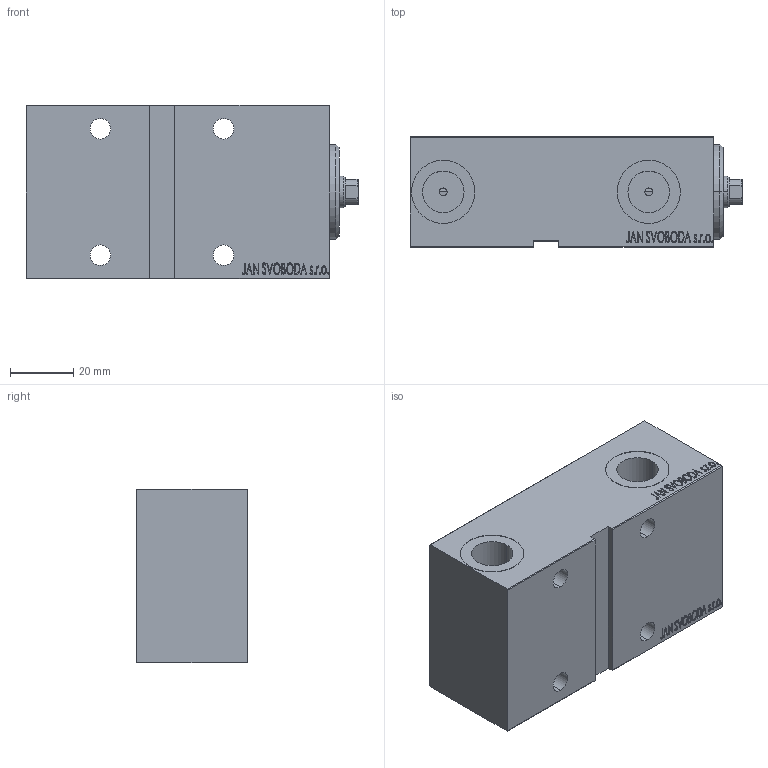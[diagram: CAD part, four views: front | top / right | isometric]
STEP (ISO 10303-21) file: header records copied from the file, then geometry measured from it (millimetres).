
FILE_DESCRIPTION (( 'STEP AP203' ), '1' );
FILE_NAME ('ad77.STEP', '2021-11-04T10:18:59', ( '' ), ( '' ), 'SwSTEP 2.0', 'SolidWorks 2019', '' );
FILE_SCHEMA (( 'CONFIG_CONTROL_DESIGN' ));
Length unit declared in the file: millimetre
Products named in the file (4): V450CM_VC_B 55625ffb65d58990e678109349651c95; V450CM_E_VCP 55625ffb65d58990e678109349651c95; V450CM_E 55625ffb65d58990e678109349651c95; ad77
Assembly tree (3 placements, depth 2):
  ad77
    V450CM_E 55625ffb65d58990e678109349651c95
    V450CM_E_VCP 55625ffb65d58990e678109349651c95
    V450CM_VC_B 55625ffb65d58990e678109349651c95
Bounding box: 105 x 35 x 55 mm (x, y, z)
Volume: 168528.7 mm3; surface area: 37643.4 mm2
Topology: 3 solids, 3 shells, 862 faces, 2219 edges, 1471 vertices
Faces by surface type: plane 412, bspline 380, cylinder 56, cone 14
Entity records: 43399 total; most frequent: CARTESIAN_POINT 24484, ORIENTED_EDGE 4434, DIRECTION 2543, EDGE_CURVE 2217, VERTEX_POINT 1471, VECTOR 1319, LINE 1319, EDGE_LOOP 986
